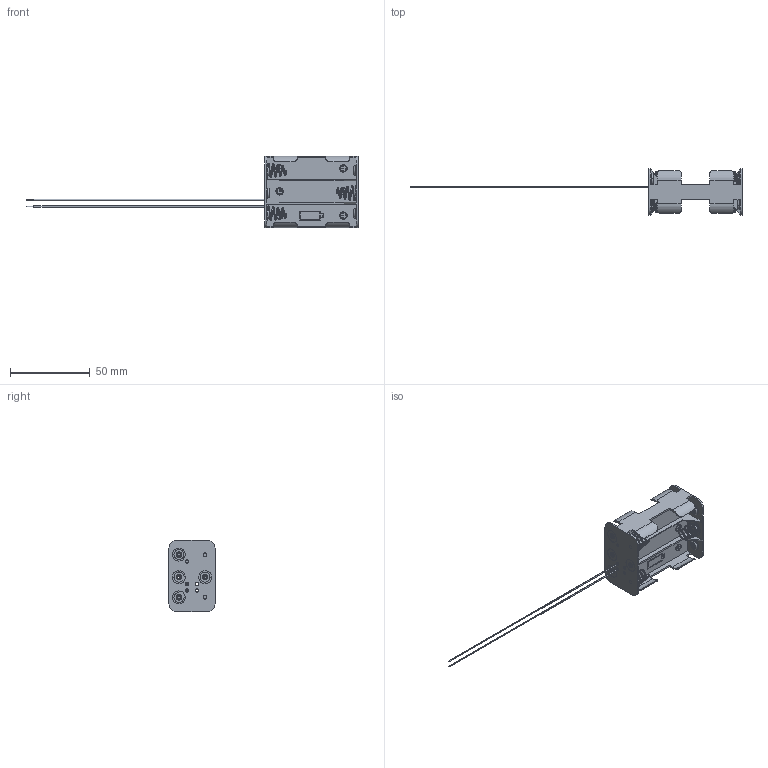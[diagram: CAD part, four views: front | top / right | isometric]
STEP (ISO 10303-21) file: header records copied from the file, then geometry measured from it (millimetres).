
FILE_DESCRIPTION (( 'STEP AP214' ), '1' );
FILE_NAME ('BH26AAW.STEP', '2019-12-04T13:23:04', ( '' ), ( '' ), 'SwSTEP 2.0', 'SolidWorks 2017', '' );
FILE_SCHEMA (( 'AUTOMOTIVE_DESIGN' ));
Length unit declared in the file: millimetre
Products named in the file (1): BH26AAW
Bounding box: 208.4 x 29 x 45 mm (x, y, z)
Volume: 14099.2 mm3; surface area: 20205.6 mm2
Topology: 17 solids, 17 shells, 771 faces, 1800 edges, 1154 vertices
Faces by surface type: plane 351, cylinder 272, torus 136, bspline 12
Entity records: 35072 total; most frequent: CARTESIAN_POINT 16594, DIRECTION 4052, ORIENTED_EDGE 3600, EDGE_CURVE 1800, AXIS2_PLACEMENT_3D 1572, VERTEX_POINT 1154, EDGE_LOOP 914, VECTOR 908
